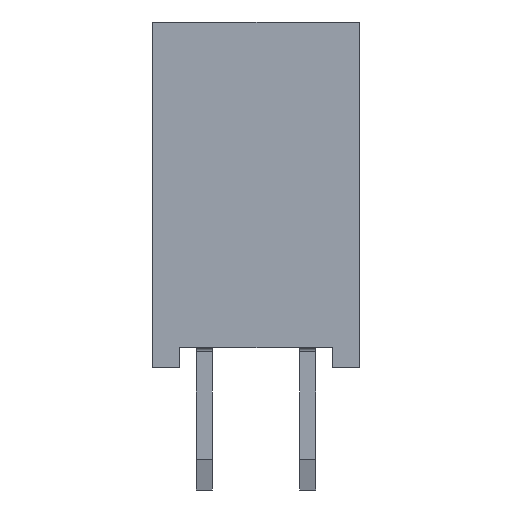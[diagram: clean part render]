
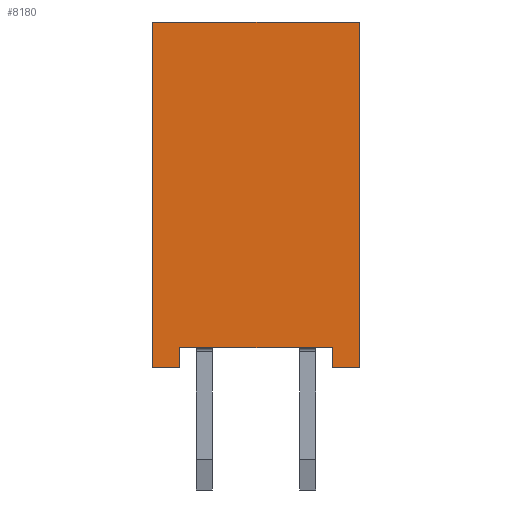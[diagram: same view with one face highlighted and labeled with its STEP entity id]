
A CAD part, left-side view. The second image highlights one B-rep face of the part: STEP entity #8180.
In plain terms, the highlighted planar face has unit normal (-1, 0, 0).
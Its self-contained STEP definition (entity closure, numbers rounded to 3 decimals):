
#8180=ADVANCED_FACE('',(#18176),#18178,.T.);
#18176=FACE_BOUND('',#18177,.T.);
#18177=EDGE_LOOP('',(#26345,#26346,#26347,#26348,#26349,#26350,#26351,#26352));
#18178=PLANE('',#18179);
#18179=AXIS2_PLACEMENT_3D('',#18180,#18181,#18182);
#18180=CARTESIAN_POINT('',(-1.27,3.81,0.));
#18181=DIRECTION('',(-1.,0.,0.));
#18182=DIRECTION('',(0.,-1.,0.));
#26345=ORIENTED_EDGE('',*,*,#31253,.T.);
#26346=ORIENTED_EDGE('',*,*,#31254,.T.);
#26347=ORIENTED_EDGE('',*,*,#31255,.T.);
#26348=ORIENTED_EDGE('',*,*,#31256,.F.);
#26349=ORIENTED_EDGE('',*,*,#31257,.F.);
#26350=ORIENTED_EDGE('',*,*,#31258,.T.);
#26351=ORIENTED_EDGE('',*,*,#31259,.T.);
#26352=ORIENTED_EDGE('',*,*,#29781,.T.);
#29781=EDGE_CURVE('',#34677,#34678,#34679,.T.);
#31253=EDGE_CURVE('',#34678,#36873,#36874,.F.);
#31254=EDGE_CURVE('',#36873,#36875,#36876,.T.);
#31255=EDGE_CURVE('',#36875,#36877,#36878,.T.);
#31256=EDGE_CURVE('',#36879,#36877,#36880,.T.);
#31257=EDGE_CURVE('',#36881,#36879,#36882,.T.);
#31258=EDGE_CURVE('',#36881,#36883,#36884,.T.);
#31259=EDGE_CURVE('',#36883,#34677,#36885,.F.);
#34677=VERTEX_POINT('',#43821);
#34678=VERTEX_POINT('',#43822);
#34679=LINE('',#43823,#43824);
#36873=VERTEX_POINT('',#49181);
#36874=LINE('',#49182,#49183);
#36875=VERTEX_POINT('',#49185);
#36876=LINE('',#49186,#49187);
#36877=VERTEX_POINT('',#49189);
#36878=LINE('',#49190,#49191);
#36879=VERTEX_POINT('',#49193);
#36880=LINE('',#49194,#49195);
#36881=VERTEX_POINT('',#49197);
#36882=LINE('',#49198,#49199);
#36883=VERTEX_POINT('',#49201);
#36884=LINE('',#49202,#49203);
#36885=LINE('',#49205,#49206);
#43821=CARTESIAN_POINT('',(-1.27,3.14,0.5));
#43822=CARTESIAN_POINT('',(-1.27,-0.6,0.5));
#43823=CARTESIAN_POINT('',(-1.27,3.14,0.5));
#43824=VECTOR('',#43825,1.);
#43825=DIRECTION('',(0.,-1.,0.));
#49181=CARTESIAN_POINT('',(-1.27,-0.6,0.));
#49182=CARTESIAN_POINT('',(-1.27,-0.6,0.));
#49183=VECTOR('',#49184,1.);
#49184=DIRECTION('',(0.,0.,1.));
#49185=CARTESIAN_POINT('',(-1.27,-1.27,0.));
#49186=CARTESIAN_POINT('',(-1.27,-0.6,0.));
#49187=VECTOR('',#49188,1.);
#49188=DIRECTION('',(0.,-1.,0.));
#49189=CARTESIAN_POINT('',(-1.27,-1.27,8.5));
#49190=CARTESIAN_POINT('',(-1.27,-1.27,0.));
#49191=VECTOR('',#49192,1.);
#49192=DIRECTION('',(0.,0.,1.));
#49193=CARTESIAN_POINT('',(-1.27,3.81,8.5));
#49194=CARTESIAN_POINT('',(-1.27,3.81,8.5));
#49195=VECTOR('',#49196,1.);
#49196=DIRECTION('',(0.,-1.,0.));
#49197=CARTESIAN_POINT('',(-1.27,3.81,0.));
#49198=CARTESIAN_POINT('',(-1.27,3.81,0.));
#49199=VECTOR('',#49200,1.);
#49200=DIRECTION('',(0.,0.,1.));
#49201=CARTESIAN_POINT('',(-1.27,3.14,0.));
#49202=CARTESIAN_POINT('',(-1.27,3.81,0.));
#49203=VECTOR('',#49204,1.);
#49204=DIRECTION('',(0.,-1.,0.));
#49205=CARTESIAN_POINT('',(-1.27,3.14,0.5));
#49206=VECTOR('',#49207,1.);
#49207=DIRECTION('',(0.,0.,-1.));
